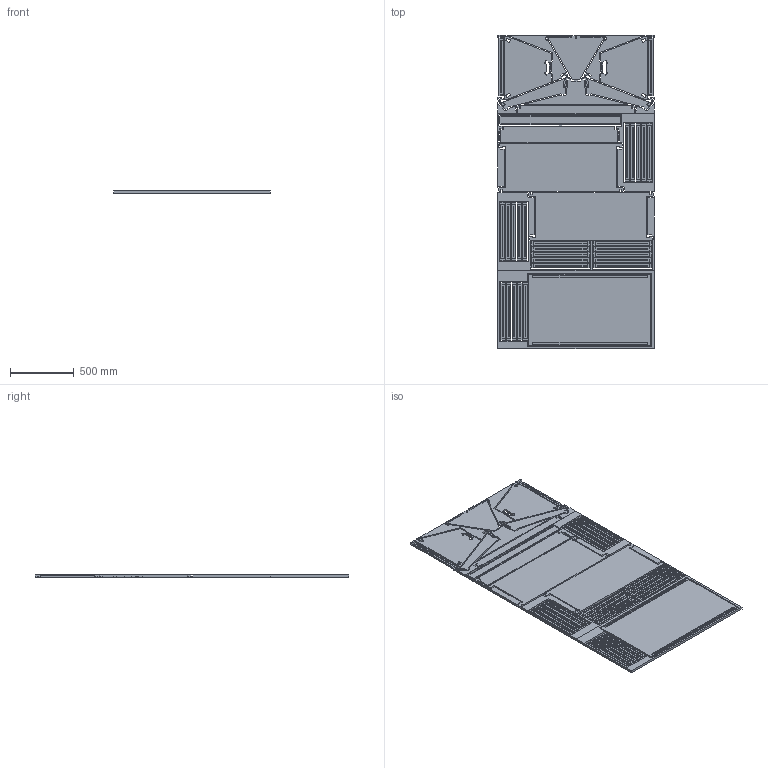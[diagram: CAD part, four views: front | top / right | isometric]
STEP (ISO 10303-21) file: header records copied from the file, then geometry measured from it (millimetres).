
FILE_DESCRIPTION (( 'STEP AP203' ), '1' );
FILE_NAME ('EcoHive - v0.5 - HouseFish - 3D Nesting.STEP', '2015-03-01T18:20:03', ( '' ), ( '' ), 'SwSTEP 2.0', 'SolidWorks 2015', '' );
FILE_SCHEMA (( 'CONFIG_CONTROL_DESIGN' ));
Length unit declared in the file: inch
Products named in the file (10): ECO - v1.4_Nesting_0.75in_Pan3; Document_2; ECO - v1.4_Nesting_0.75in_Pan4; ECO - v1.4_Nesting_0.75in_Pan2; ECO - v1.4_Nesting_0.75in_Pan1; Document_5; EcoHive - v0.5 - HouseFish - 3D Nesting; Document; Document_4; Document_3
Assembly tree (9 placements, depth 3):
  EcoHive - v0.5 - HouseFish - 3D Nesting
    ECO - v1.4_Nesting_0.75in_Pan1
    ECO - v1.4_Nesting_0.75in_Pan2
    ECO - v1.4_Nesting_0.75in_Pan3
    ECO - v1.4_Nesting_0.75in_Pan4
      Document_4
      Document_5
      Document
      Document_2
      Document_3
Bounding box: 1220 x 2448.16 x 19.05 mm (x, y, z)
Volume: 48454678.8 mm3; surface area: 6823664.5 mm2
Topology: 8 solids, 8 shells, 1301 faces, 3806 edges, 2501 vertices
Faces by surface type: plane 1163, cylinder 118, bspline 20
Entity records: 43842 total; most frequent: CARTESIAN_POINT 8123, ORIENTED_EDGE 7588, DIRECTION 6576, EDGE_CURVE 3794, VECTOR 3516, LINE 3516, VERTEX_POINT 2501, AXIS2_PLACEMENT_3D 1530
